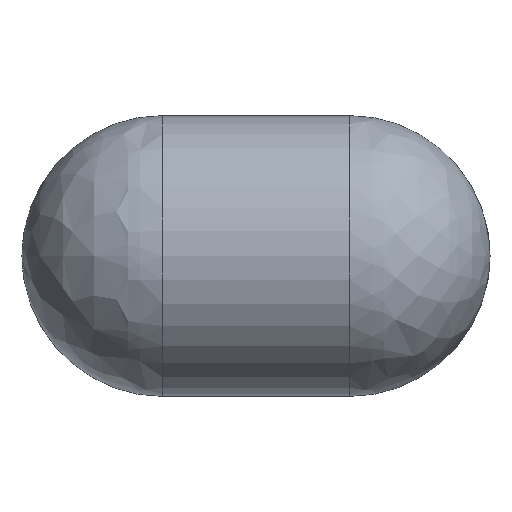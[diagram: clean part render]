
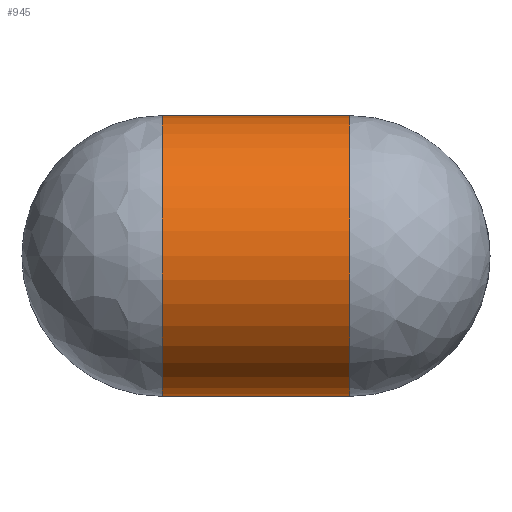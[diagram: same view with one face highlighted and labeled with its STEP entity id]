
A CAD part, top view. The second image highlights one B-rep face of the part: STEP entity #945.
In plain terms, the highlighted cylindrical face has radius 2.25 mm (diameter 4.5 mm), a partial arc.
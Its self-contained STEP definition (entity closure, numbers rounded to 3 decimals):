
#30 = DIRECTION ( 'NONE',  ( -1., 0., 0. ) ) ;
#73 = CARTESIAN_POINT ( 'NONE',  ( -1.5, 2.25, 2.75 ) ) ;
#80 = DIRECTION ( 'NONE',  ( -1., 0., 0. ) ) ;
#97 = DIRECTION ( 'NONE',  ( 0., -1., 0. ) ) ;
#156 = DIRECTION ( 'NONE',  ( -1., 0., 0. ) ) ;
#229 = DIRECTION ( 'NONE',  ( 0., -1., 0. ) ) ;
#280 = AXIS2_PLACEMENT_3D ( 'NONE', #2833, #80, #97 ) ;
#329 = VERTEX_POINT ( 'NONE', #73 ) ;
#364 = DIRECTION ( 'NONE',  ( 0., -1., 0. ) ) ;
#365 = DIRECTION ( 'NONE',  ( 1., 0., 0. ) ) ;
#382 = CARTESIAN_POINT ( 'NONE',  ( -1.5, 0., 2.75 ) ) ;
#444 = CARTESIAN_POINT ( 'NONE',  ( -1.5, -2.25, 2.75 ) ) ;
#478 = LINE ( 'NONE', #1500, #512 ) ;
#512 = VECTOR ( 'NONE', #1249, 1000. ) ;
#676 = ORIENTED_EDGE ( 'NONE', *, *, #2458, .T. ) ;
#689 = CIRCLE ( 'NONE', #1215, 2.25 ) ;
#715 = FACE_OUTER_BOUND ( 'NONE', #2701, .T. ) ;
#730 = VERTEX_POINT ( 'NONE', #444 ) ;
#748 = CARTESIAN_POINT ( 'NONE',  ( 1.5, 0., 2.75 ) ) ;
#775 = CARTESIAN_POINT ( 'NONE',  ( 1.5, 2.25, 2.75 ) ) ;
#807 = ORIENTED_EDGE ( 'NONE', *, *, #2594, .T. ) ;
#945 = ADVANCED_FACE ( 'NONE', ( #715 ), #2572, .T. ) ;
#1199 = CARTESIAN_POINT ( 'NONE',  ( 0.75, 2.25, 2.75 ) ) ;
#1215 = AXIS2_PLACEMENT_3D ( 'NONE', #382, #365, #229 ) ;
#1249 = DIRECTION ( 'NONE',  ( 1., 0., 0. ) ) ;
#1394 = ORIENTED_EDGE ( 'NONE', *, *, #2085, .T. ) ;
#1435 = ORIENTED_EDGE ( 'NONE', *, *, #2097, .T. ) ;
#1500 = CARTESIAN_POINT ( 'NONE',  ( 0.75, -2.25, 2.75 ) ) ;
#1752 = AXIS2_PLACEMENT_3D ( 'NONE', #748, #30, #364 ) ;
#1908 = VERTEX_POINT ( 'NONE', #2449 ) ;
#2085 = EDGE_CURVE ( 'NONE', #2108, #329, #2098, .T. ) ;
#2097 = EDGE_CURVE ( 'NONE', #1908, #2108, #2682, .T. ) ;
#2098 = LINE ( 'NONE', #1199, #2633 ) ;
#2108 = VERTEX_POINT ( 'NONE', #775 ) ;
#2449 = CARTESIAN_POINT ( 'NONE',  ( 1.5, -2.25, 2.75 ) ) ;
#2458 = EDGE_CURVE ( 'NONE', #329, #730, #689, .T. ) ;
#2572 = CYLINDRICAL_SURFACE ( 'NONE', #280, 2.25 ) ;
#2594 = EDGE_CURVE ( 'NONE', #730, #1908, #478, .T. ) ;
#2633 = VECTOR ( 'NONE', #156, 1000. ) ;
#2682 = CIRCLE ( 'NONE', #1752, 2.25 ) ;
#2701 = EDGE_LOOP ( 'NONE', ( #676, #807, #1435, #1394 ) ) ;
#2833 = CARTESIAN_POINT ( 'NONE',  ( 0.75, 0., 2.75 ) ) ;
